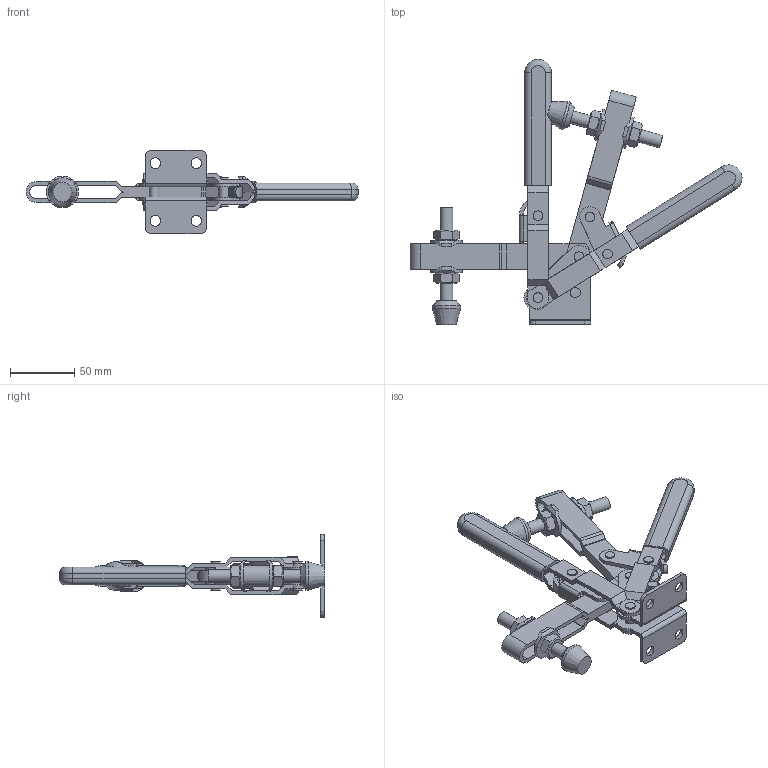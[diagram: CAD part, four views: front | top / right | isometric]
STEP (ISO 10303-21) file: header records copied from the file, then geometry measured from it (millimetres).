
FILE_DESCRIPTION((''),'2;1');
FILE_NAME('TD_2_10_U_TUENKERS.stp','2011-02-04T09:26:13',('huberm'),(''),'Autodesk Inventor 2010','Autodesk Inventor 2010','');
FILE_SCHEMA(('AUTOMOTIVE_DESIGN { 1 0 10303 214 1 1 1 1 }'));
Length unit declared in the file: millimetre
Products named in the file (1): Bauteil1
Bounding box: 259.24 x 207 x 65 mm (x, y, z)
Volume: 173191.4 mm3; surface area: 78066 mm2
Topology: 1 solids, 1 shells, 402 faces, 1105 edges, 704 vertices
Faces by surface type: plane 200, cylinder 116, bspline 70, cone 12, torus 4
Full cylindrical faces by diameter (mm): 7.5 x15, 8 x1, 8.3 x4, 10 x6, 10.25 x4, 22.2 x2
Entity records: 13163 total; most frequent: CARTESIAN_POINT 2829, ORIENTED_EDGE 2094, DIRECTION 1970, EDGE_CURVE 1047, VERTEX_POINT 689, AXIS2_PLACEMENT_3D 670, VECTOR 630, LINE 630
